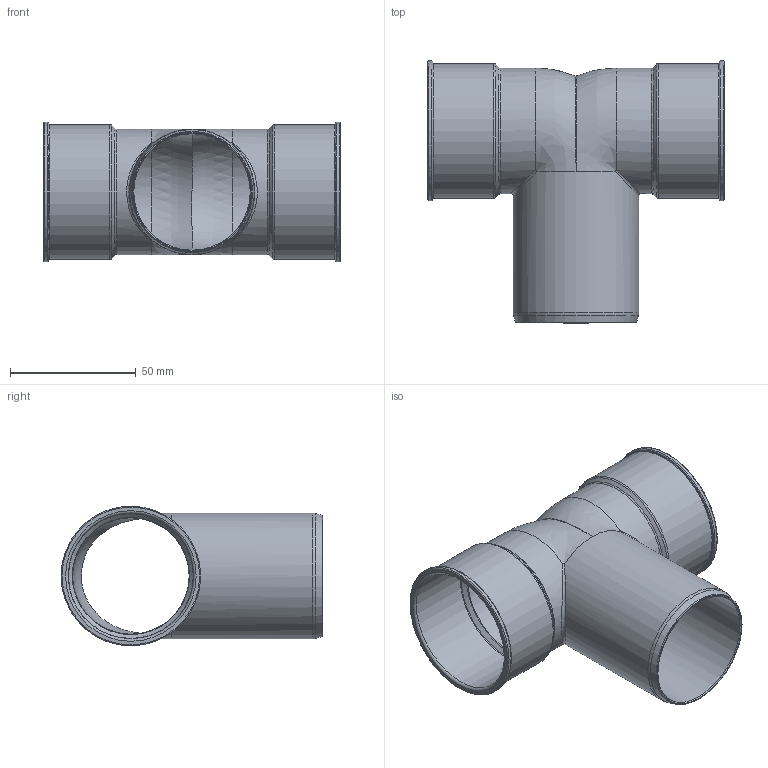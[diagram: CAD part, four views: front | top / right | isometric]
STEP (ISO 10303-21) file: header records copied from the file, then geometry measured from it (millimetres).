
FILE_DESCRIPTION(/* description */ (''),/* implementation_level */ '2;1');
FILE_NAME(/* name */ '172970 HTsafeDSW DN_OD 40_50_40.stp',/* time_stamp */ '2017-03-13T09:18:22+01:00',/* author */ ('user1'),/* organization */ (''),/* preprocessor_version */ 'ST-DEVELOPER v16.1',/* originating_system */ 'Autodesk Inventor 2016',/* authorisation */ '');
FILE_SCHEMA (('AUTOMOTIVE_DESIGN { 1 0 10303 214 3 1 1 }'));
Length unit declared in the file: millimetre
Products named in the file (1): 172970 HTsafeDSW DN_OD 40_50_40
Bounding box: 118 x 104.3 x 55.6 mm (x, y, z)
Volume: 45755.6 mm3; surface area: 52277.4 mm2
Topology: 1 solids, 1 shells, 48 faces, 110 edges, 59 vertices
Faces by surface type: torus 19, cylinder 12, bspline 7, plane 5, cone 5
Full cylindrical faces by diameter (mm): 46.4 x3, 50 x5, 53.6 x2, 55.6 x2
Entity records: 1420 total; most frequent: CARTESIAN_POINT 522, DIRECTION 196, ORIENTED_EDGE 126, AXIS2_PLACEMENT_3D 98, EDGE_LOOP 89, EDGE_CURVE 63, VERTEX_POINT 54, CIRCLE 50
